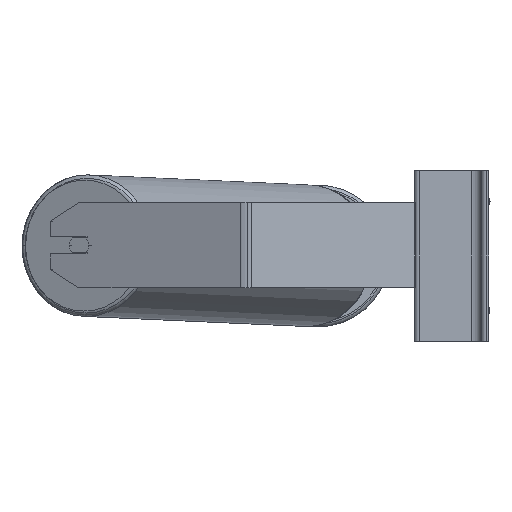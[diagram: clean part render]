
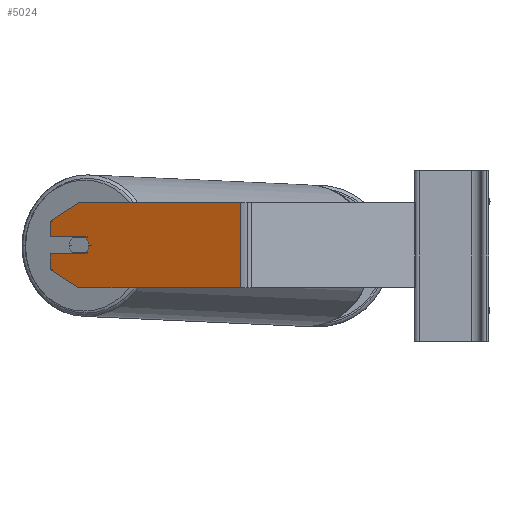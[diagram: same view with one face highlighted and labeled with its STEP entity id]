
A CAD part, left-side view. The second image highlights one B-rep face of the part: STEP entity #5024.
In plain terms, the highlighted planar face has unit normal (-0.906, 0.423, 0).
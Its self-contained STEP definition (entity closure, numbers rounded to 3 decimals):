
#214 = AXIS2_PLACEMENT_3D ( 'NONE', #584, #3004, #6493 ) ;
#247 = VERTEX_POINT ( 'NONE', #9632 ) ;
#313 = LINE ( 'NONE', #2676, #2008 ) ;
#362 = DIRECTION ( 'NONE',  ( 0.423, 0.906, 0. ) ) ;
#450 = ORIENTED_EDGE ( 'NONE', *, *, #3156, .F. ) ;
#509 = VECTOR ( 'NONE', #8596, 1000. ) ;
#512 = VECTOR ( 'NONE', #4444, 1000. ) ;
#584 = CARTESIAN_POINT ( 'NONE',  ( -744.833, 353.025, 50. ) ) ;
#689 = VECTOR ( 'NONE', #2148, 1000. ) ;
#710 = CARTESIAN_POINT ( 'NONE',  ( -744.833, 353.025, 18. ) ) ;
#744 = VERTEX_POINT ( 'NONE', #7685 ) ;
#1173 = CARTESIAN_POINT ( 'NONE',  ( -744.833, 353.025, 18. ) ) ;
#1287 = EDGE_CURVE ( 'NONE', #4848, #3400, #3646, .T. ) ;
#1349 = CARTESIAN_POINT ( 'NONE',  ( -744.833, 353.025, 50. ) ) ;
#1898 = AXIS2_PLACEMENT_3D ( 'NONE', #6208, #9511, #2111 ) ;
#2008 = VECTOR ( 'NONE', #7565, 1000. ) ;
#2049 = DIRECTION ( 'NONE',  ( 0., 0., -1. ) ) ;
#2052 = VECTOR ( 'NONE', #2049, 1000. ) ;
#2111 = DIRECTION ( 'NONE',  ( -0.423, -0.906, 0. ) ) ;
#2148 = DIRECTION ( 'NONE',  ( -0.423, -0.906, 0. ) ) ;
#2341 = CARTESIAN_POINT ( 'NONE',  ( -760.048, 320.398, 18. ) ) ;
#2426 = EDGE_CURVE ( 'NONE', #247, #744, #7795, .T. ) ;
#2676 = CARTESIAN_POINT ( 'NONE',  ( -744.833, 353.025, 2. ) ) ;
#2779 = CARTESIAN_POINT ( 'NONE',  ( -744.833, 353.025, 32.679 ) ) ;
#2853 = DIRECTION ( 'NONE',  ( -0.366, -0.785, -0.5 ) ) ;
#2903 = CARTESIAN_POINT ( 'NONE',  ( -757.512, 325.836, -30. ) ) ;
#2961 = CARTESIAN_POINT ( 'NONE',  ( -744.833, 353.025, -30. ) ) ;
#3004 = DIRECTION ( 'NONE',  ( 0.906, -0.423, 0. ) ) ;
#3119 = EDGE_CURVE ( 'NONE', #8477, #10318, #313, .T. ) ;
#3134 = DIRECTION ( 'NONE',  ( -0.423, -0.906, 0. ) ) ;
#3156 = EDGE_CURVE ( 'NONE', #10612, #8397, #3683, .T. ) ;
#3181 = VECTOR ( 'NONE', #2853, 1000. ) ;
#3211 = VECTOR ( 'NONE', #362, 1000. ) ;
#3242 = CARTESIAN_POINT ( 'NONE',  ( -828.079, 174.504, -30. ) ) ;
#3264 = EDGE_CURVE ( 'NONE', #247, #5290, #4091, .T. ) ;
#3400 = VERTEX_POINT ( 'NONE', #5139 ) ;
#3624 = LINE ( 'NONE', #9524, #509 ) ;
#3646 = LINE ( 'NONE', #2903, #3181 ) ;
#3683 = LINE ( 'NONE', #1173, #3211 ) ;
#3797 = VERTEX_POINT ( 'NONE', #3242 ) ;
#4084 = CIRCLE ( 'NONE', #1898, 10. ) ;
#4091 = LINE ( 'NONE', #10648, #5289 ) ;
#4150 = CIRCLE ( 'NONE', #9714, 10. ) ;
#4444 = DIRECTION ( 'NONE',  ( 0., 0., -1. ) ) ;
#4454 = EDGE_LOOP ( 'NONE', ( #4992, #9422, #9613, #5178, #10200, #5328, #4649, #450, #10607, #10275, #9705 ) ) ;
#4560 = LINE ( 'NONE', #2961, #689 ) ;
#4604 = DIRECTION ( 'NONE',  ( -0.423, -0.906, 0. ) ) ;
#4607 = EDGE_CURVE ( 'NONE', #3400, #3797, #4560, .T. ) ;
#4620 = EDGE_CURVE ( 'NONE', #744, #3797, #3624, .T. ) ;
#4649 = ORIENTED_EDGE ( 'NONE', *, *, #8463, .T. ) ;
#4848 = VERTEX_POINT ( 'NONE', #5021 ) ;
#4992 = ORIENTED_EDGE ( 'NONE', *, *, #8308, .T. ) ;
#5021 = CARTESIAN_POINT ( 'NONE',  ( -744.833, 353.025, -12.679 ) ) ;
#5024 = ADVANCED_FACE ( 'NONE', ( #5604 ), #9762, .F. ) ;
#5139 = CARTESIAN_POINT ( 'NONE',  ( -757.512, 325.836, -30. ) ) ;
#5178 = ORIENTED_EDGE ( 'NONE', *, *, #4620, .F. ) ;
#5289 = VECTOR ( 'NONE', #5654, 1000. ) ;
#5290 = VERTEX_POINT ( 'NONE', #2779 ) ;
#5328 = ORIENTED_EDGE ( 'NONE', *, *, #3264, .T. ) ;
#5604 = FACE_OUTER_BOUND ( 'NONE', #4454, .T. ) ;
#5654 = DIRECTION ( 'NONE',  ( 0.366, 0.785, -0.5 ) ) ;
#5720 = CARTESIAN_POINT ( 'NONE',  ( -760.048, 320.398, 2. ) ) ;
#5819 = EDGE_CURVE ( 'NONE', #10318, #8448, #4150, .T. ) ;
#6136 = CARTESIAN_POINT ( 'NONE',  ( -744.833, 353.025, 2. ) ) ;
#6208 = CARTESIAN_POINT ( 'NONE',  ( -757.512, 325.836, 10. ) ) ;
#6250 = LINE ( 'NONE', #1349, #512 ) ;
#6493 = DIRECTION ( 'NONE',  ( 0.423, 0.906, 0. ) ) ;
#6940 = CARTESIAN_POINT ( 'NONE',  ( -744.833, 353.025, 50. ) ) ;
#6970 = VECTOR ( 'NONE', #4604, 1000. ) ;
#7056 = CARTESIAN_POINT ( 'NONE',  ( -757.512, 325.836, 10. ) ) ;
#7565 = DIRECTION ( 'NONE',  ( -0.423, -0.906, 0. ) ) ;
#7685 = CARTESIAN_POINT ( 'NONE',  ( -828.079, 174.504, 50. ) ) ;
#7795 = LINE ( 'NONE', #10193, #6970 ) ;
#7867 = DIRECTION ( 'NONE',  ( -0.906, 0.423, 0. ) ) ;
#8308 = EDGE_CURVE ( 'NONE', #8477, #4848, #9452, .T. ) ;
#8397 = VERTEX_POINT ( 'NONE', #710 ) ;
#8448 = VERTEX_POINT ( 'NONE', #10468 ) ;
#8463 = EDGE_CURVE ( 'NONE', #5290, #8397, #6250, .T. ) ;
#8477 = VERTEX_POINT ( 'NONE', #6136 ) ;
#8596 = DIRECTION ( 'NONE',  ( 0., 0., -1. ) ) ;
#9422 = ORIENTED_EDGE ( 'NONE', *, *, #1287, .T. ) ;
#9452 = LINE ( 'NONE', #6940, #2052 ) ;
#9511 = DIRECTION ( 'NONE',  ( -0.906, 0.423, 0. ) ) ;
#9524 = CARTESIAN_POINT ( 'NONE',  ( -828.079, 174.504, 50. ) ) ;
#9598 = EDGE_CURVE ( 'NONE', #8448, #10612, #4084, .T. ) ;
#9613 = ORIENTED_EDGE ( 'NONE', *, *, #4607, .T. ) ;
#9632 = CARTESIAN_POINT ( 'NONE',  ( -757.512, 325.836, 50. ) ) ;
#9705 = ORIENTED_EDGE ( 'NONE', *, *, #3119, .F. ) ;
#9714 = AXIS2_PLACEMENT_3D ( 'NONE', #7056, #7867, #3134 ) ;
#9762 = PLANE ( 'NONE',  #214 ) ;
#10193 = CARTESIAN_POINT ( 'NONE',  ( -744.833, 353.025, 50. ) ) ;
#10200 = ORIENTED_EDGE ( 'NONE', *, *, #2426, .F. ) ;
#10275 = ORIENTED_EDGE ( 'NONE', *, *, #5819, .F. ) ;
#10318 = VERTEX_POINT ( 'NONE', #5720 ) ;
#10468 = CARTESIAN_POINT ( 'NONE',  ( -761.738, 316.773, 10. ) ) ;
#10607 = ORIENTED_EDGE ( 'NONE', *, *, #9598, .F. ) ;
#10612 = VERTEX_POINT ( 'NONE', #2341 ) ;
#10648 = CARTESIAN_POINT ( 'NONE',  ( -744.833, 353.025, 32.679 ) ) ;
